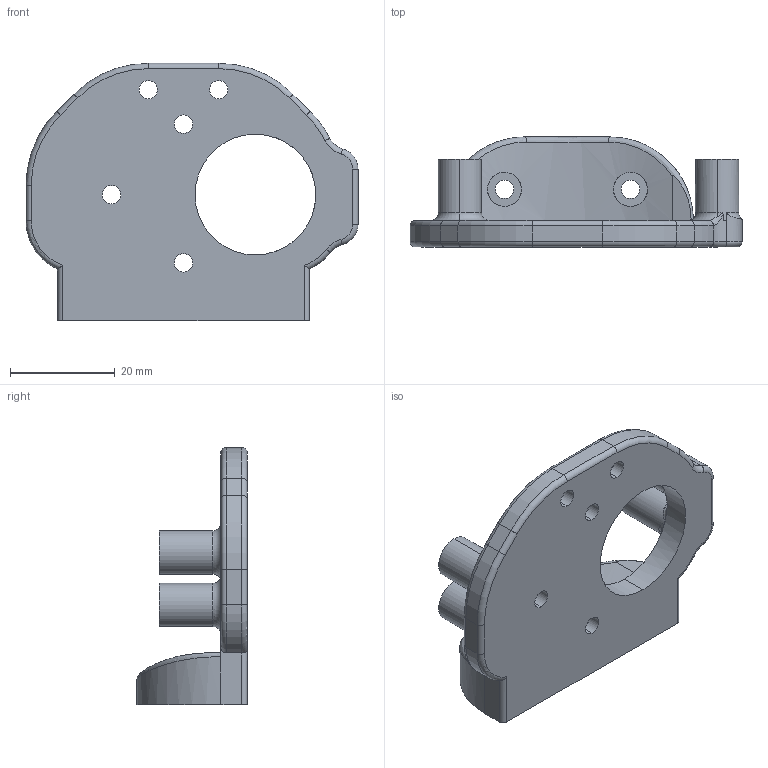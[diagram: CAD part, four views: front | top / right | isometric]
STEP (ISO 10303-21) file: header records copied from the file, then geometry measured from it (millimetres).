
FILE_DESCRIPTION (( 'STEP AP214' ), '1' );
FILE_NAME ('Placa Inferior.STEP', '2021-07-04T20:16:37', ( '' ), ( '' ), 'SwSTEP 2.0', 'SolidWorks 2021', '' );
FILE_SCHEMA (( 'AUTOMOTIVE_DESIGN' ));
Length unit declared in the file: millimetre
Products named in the file (1): Placa Inferior
Bounding box: 63.25 x 21 x 49 mm (x, y, z)
Volume: 16506.4 mm3; surface area: 9117.4 mm2
Topology: 1 solids, 1 shells, 158 faces, 394 edges, 246 vertices
Faces by surface type: plane 62, cylinder 59, torus 25, bspline 12
Entity records: 5621 total; most frequent: CARTESIAN_POINT 1781, DIRECTION 816, ORIENTED_EDGE 784, EDGE_CURVE 392, AXIS2_PLACEMENT_3D 317, VERTEX_POINT 246, EDGE_LOOP 184, LINE 182
